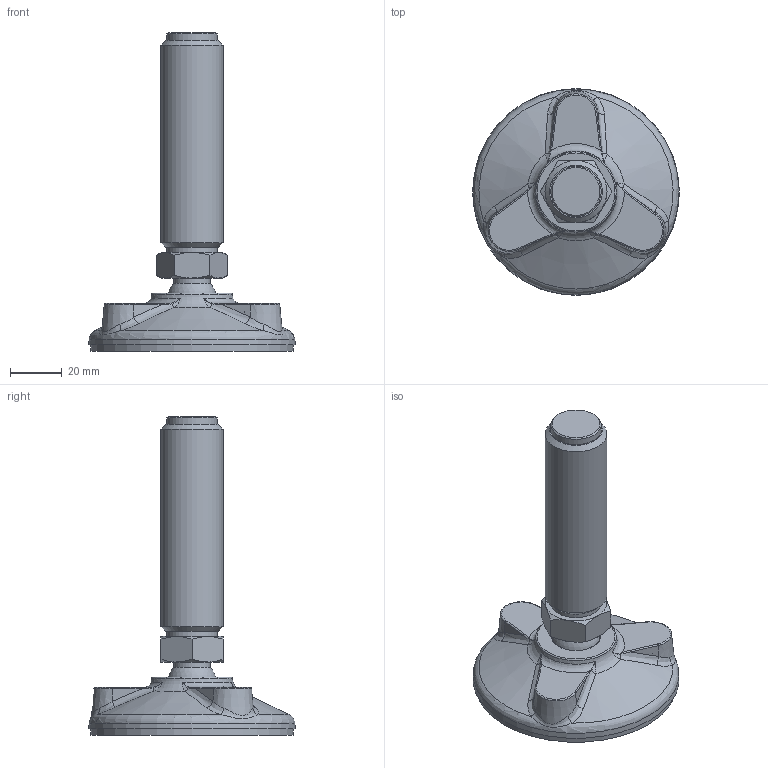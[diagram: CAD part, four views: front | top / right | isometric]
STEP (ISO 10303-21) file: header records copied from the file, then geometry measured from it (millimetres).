
FILE_DESCRIPTION(/* description */ ('AC2F'),/* implementation_level */ '2;1');
FILE_NAME(/* name */ '6323160',/* time_stamp */ '2018-06-06T13:36:30+02:00',/* author */ ('Zorzan Davide'),/* organization */ ('Gamm Srl.'),/* preprocessor_version */ 'ST-DEVELOPER v16.7',/* originating_system */ 'DEX',/* authorisation */ $);
FILE_SCHEMA (('CONFIG_CONTROL_DESIGN','TECHNICAL_DATA_PACKAGING'));
Length unit declared in the file: millimetre
Products named in the file (1): 6323160
Bounding box: 80 x 80 x 123.28 mm (x, y, z)
Volume: 96979.4 mm3; surface area: 36631.4 mm2
Topology: 1 solids, 9 shells, 367 faces, 892 edges, 558 vertices
Faces by surface type: plane 136, cylinder 83, bspline 63, torus 42, cone 35, sphere 8
Full cylindrical faces by diameter (mm): 2.966 x3, 3 x3, 6 x3, 7.909 x3, 9.392 x3, 9.4 x3, 9.5 x1, 9.8 x1, 14.304 x1, 18.495 x1, 19.5 x2, 24 x1, 71.5 x1, 72.5 x1, 78.2 x1
Entity records: 16391 total; most frequent: CARTESIAN_POINT 6113, ORIENTED_EDGE 1616, DIRECTION 1448, EDGE_CURVE 808, AXIS2_PLACEMENT_3D 626, VERTEX_POINT 539, EDGE_LOOP 449, FACE_BOUND 449
